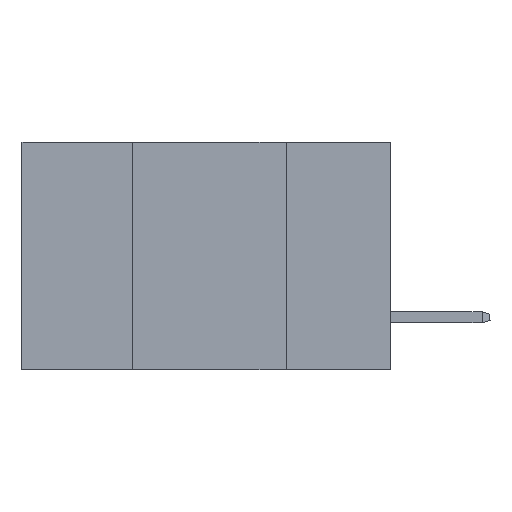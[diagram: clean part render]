
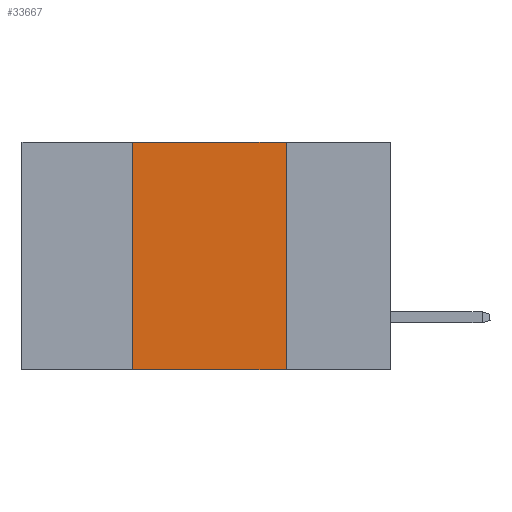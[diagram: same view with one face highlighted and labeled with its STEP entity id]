
A CAD part, left-side view. The second image highlights one B-rep face of the part: STEP entity #33667.
In plain terms, the highlighted planar face has unit normal (-1, 0, 0).
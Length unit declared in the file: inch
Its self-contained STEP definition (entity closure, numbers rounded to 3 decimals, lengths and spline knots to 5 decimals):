
#1349 = DIRECTION ( 'NONE',  ( 1., 0., 0. ) ) ;
#3334 = VERTEX_POINT ( 'NONE', #8766 ) ;
#3568 = VERTEX_POINT ( 'NONE', #10523 ) ;
#3845 = VERTEX_POINT ( 'NONE', #10302 ) ;
#5027 = ORIENTED_EDGE ( 'NONE', *, *, #14208, .F. ) ;
#5612 = ORIENTED_EDGE ( 'NONE', *, *, #19799, .T. ) ;
#6171 = AXIS2_PLACEMENT_3D ( 'NONE', #36395, #1349, #18407 ) ;
#8337 = ORIENTED_EDGE ( 'NONE', *, *, #37948, .F. ) ;
#8766 = CARTESIAN_POINT ( 'NONE',  ( 0., 0.42, 0. ) ) ;
#9057 = VECTOR ( 'NONE', #21441, 39.37008 ) ;
#10302 = CARTESIAN_POINT ( 'NONE',  ( 0., 0.42, -0.37 ) ) ;
#10380 = LINE ( 'NONE', #11032, #20374 ) ;
#10523 = CARTESIAN_POINT ( 'NONE',  ( 0., 0.17, 0. ) ) ;
#11032 = CARTESIAN_POINT ( 'NONE',  ( 0., 0.17, 0. ) ) ;
#11272 = DIRECTION ( 'NONE',  ( 0., 0., -1. ) ) ;
#13763 = ORIENTED_EDGE ( 'NONE', *, *, #32119, .F. ) ;
#14208 = EDGE_CURVE ( 'NONE', #3845, #3334, #15664, .T. ) ;
#15664 = LINE ( 'NONE', #27435, #32171 ) ;
#16146 = CARTESIAN_POINT ( 'NONE',  ( 0., 0.17, -0.37 ) ) ;
#18407 = DIRECTION ( 'NONE',  ( 0., 0., -1. ) ) ;
#19799 = EDGE_CURVE ( 'NONE', #3845, #35570, #24650, .T. ) ;
#20374 = VECTOR ( 'NONE', #11272, 39.37008 ) ;
#20967 = VECTOR ( 'NONE', #32711, 39.37008 ) ;
#21441 = DIRECTION ( 'NONE',  ( 0., -1., 0. ) ) ;
#21620 = DIRECTION ( 'NONE',  ( 0., 0., 1. ) ) ;
#21754 = PLANE ( 'NONE',  #6171 ) ;
#23049 = CARTESIAN_POINT ( 'NONE',  ( 0., 0.6, -0.37 ) ) ;
#23778 = CARTESIAN_POINT ( 'NONE',  ( 0., 0.6, 0. ) ) ;
#24650 = LINE ( 'NONE', #23049, #9057 ) ;
#27435 = CARTESIAN_POINT ( 'NONE',  ( 0., 0.42, 0. ) ) ;
#27464 = EDGE_LOOP ( 'NONE', ( #8337, #13763, #5027, #5612 ) ) ;
#32119 = EDGE_CURVE ( 'NONE', #3334, #3568, #32489, .T. ) ;
#32171 = VECTOR ( 'NONE', #21620, 39.37008 ) ;
#32489 = LINE ( 'NONE', #23778, #20967 ) ;
#32711 = DIRECTION ( 'NONE',  ( 0., -1., 0. ) ) ;
#33667 = ADVANCED_FACE ( 'NONE', ( #37770 ), #21754, .F. ) ;
#35570 = VERTEX_POINT ( 'NONE', #16146 ) ;
#36395 = CARTESIAN_POINT ( 'NONE',  ( 0., 0.6, 0. ) ) ;
#37770 = FACE_OUTER_BOUND ( 'NONE', #27464, .T. ) ;
#37948 = EDGE_CURVE ( 'NONE', #3568, #35570, #10380, .T. ) ;
